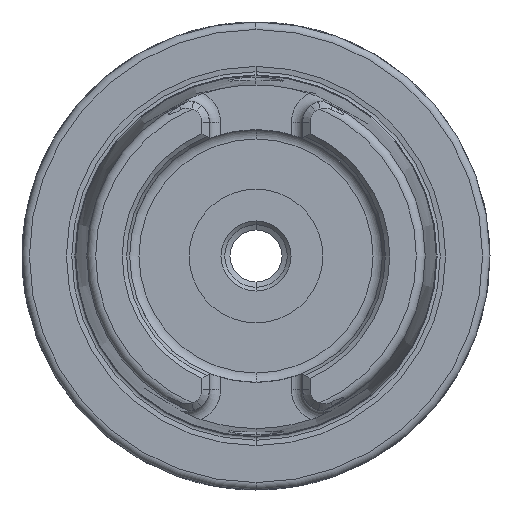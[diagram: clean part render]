
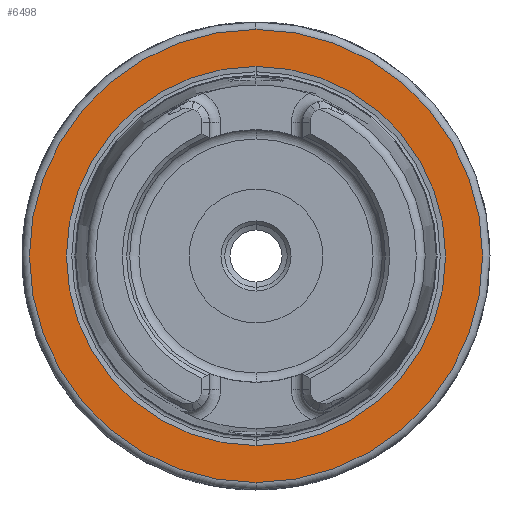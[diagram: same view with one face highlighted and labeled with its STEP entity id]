
A CAD part, left-side view. The second image highlights one B-rep face of the part: STEP entity #6498.
In plain terms, the highlighted planar face has unit normal (-1, 0, 0).
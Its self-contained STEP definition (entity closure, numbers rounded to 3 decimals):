
#34 = ORIENTED_EDGE ( 'NONE', *, *, #4413, .T. ) ;
#349 = VERTEX_POINT ( 'NONE', #7488 ) ;
#472 = CARTESIAN_POINT ( 'NONE',  ( -49., 0., 0. ) ) ;
#888 = EDGE_CURVE ( 'NONE', #4463, #5739, #6911, .T. ) ;
#1156 = DIRECTION ( 'NONE',  ( 0., 0., -1. ) ) ;
#1314 = ORIENTED_EDGE ( 'NONE', *, *, #888, .T. ) ;
#1408 = FACE_OUTER_BOUND ( 'NONE', #3588, .T. ) ;
#1437 = FACE_BOUND ( 'NONE', #2742, .T. ) ;
#1596 = DIRECTION ( 'NONE',  ( 0., 0., -1. ) ) ;
#1620 = DIRECTION ( 'NONE',  ( 1., 0., 0. ) ) ;
#1632 = CARTESIAN_POINT ( 'NONE',  ( -49., 0., 0. ) ) ;
#1701 = AXIS2_PLACEMENT_3D ( 'NONE', #1632, #1620, #1596 ) ;
#1730 = CARTESIAN_POINT ( 'NONE',  ( -49., 0., 25.521 ) ) ;
#1747 = AXIS2_PLACEMENT_3D ( 'NONE', #2400, #2390, #2368 ) ;
#2368 = DIRECTION ( 'NONE',  ( 0., 0., -1. ) ) ;
#2390 = DIRECTION ( 'NONE',  ( -1., 0., 0. ) ) ;
#2400 = CARTESIAN_POINT ( 'NONE',  ( -49., 0., 0. ) ) ;
#2742 = EDGE_LOOP ( 'NONE', ( #1314, #7579 ) ) ;
#3212 = DIRECTION ( 'NONE',  ( 0., 0., -1. ) ) ;
#3219 = DIRECTION ( 'NONE',  ( 1., 0., 0. ) ) ;
#3221 = CARTESIAN_POINT ( 'NONE',  ( -49., 0., 0. ) ) ;
#3588 = EDGE_LOOP ( 'NONE', ( #34, #5727 ) ) ;
#3636 = CIRCLE ( 'NONE', #1701, 25.521 ) ;
#3681 = CIRCLE ( 'NONE', #1747, 30.5 ) ;
#4413 = EDGE_CURVE ( 'NONE', #349, #6227, #3681, .T. ) ;
#4437 = EDGE_CURVE ( 'NONE', #5739, #4463, #3636, .T. ) ;
#4463 = VERTEX_POINT ( 'NONE', #1730 ) ;
#5010 = AXIS2_PLACEMENT_3D ( 'NONE', #8799, #8557, #8528 ) ;
#5308 = DIRECTION ( 'NONE',  ( -1., 0., 0. ) ) ;
#5727 = ORIENTED_EDGE ( 'NONE', *, *, #8860, .T. ) ;
#5739 = VERTEX_POINT ( 'NONE', #8139 ) ;
#5854 = CIRCLE ( 'NONE', #8598, 30.5 ) ;
#6227 = VERTEX_POINT ( 'NONE', #6635 ) ;
#6498 = ADVANCED_FACE ( 'NONE', ( #1408, #1437 ), #8634, .F. ) ;
#6635 = CARTESIAN_POINT ( 'NONE',  ( -49., 0., 30.5 ) ) ;
#6911 = CIRCLE ( 'NONE', #7101, 25.521 ) ;
#7101 = AXIS2_PLACEMENT_3D ( 'NONE', #3221, #3219, #3212 ) ;
#7488 = CARTESIAN_POINT ( 'NONE',  ( -49., 0., -30.5 ) ) ;
#7579 = ORIENTED_EDGE ( 'NONE', *, *, #4437, .T. ) ;
#8139 = CARTESIAN_POINT ( 'NONE',  ( -49., 0., -25.521 ) ) ;
#8528 = DIRECTION ( 'NONE',  ( 0., 0., -1. ) ) ;
#8557 = DIRECTION ( 'NONE',  ( 1., 0., 0. ) ) ;
#8598 = AXIS2_PLACEMENT_3D ( 'NONE', #472, #5308, #1156 ) ;
#8634 = PLANE ( 'NONE',  #5010 ) ;
#8799 = CARTESIAN_POINT ( 'NONE',  ( -49., 31.5, 0. ) ) ;
#8860 = EDGE_CURVE ( 'NONE', #6227, #349, #5854, .T. ) ;
